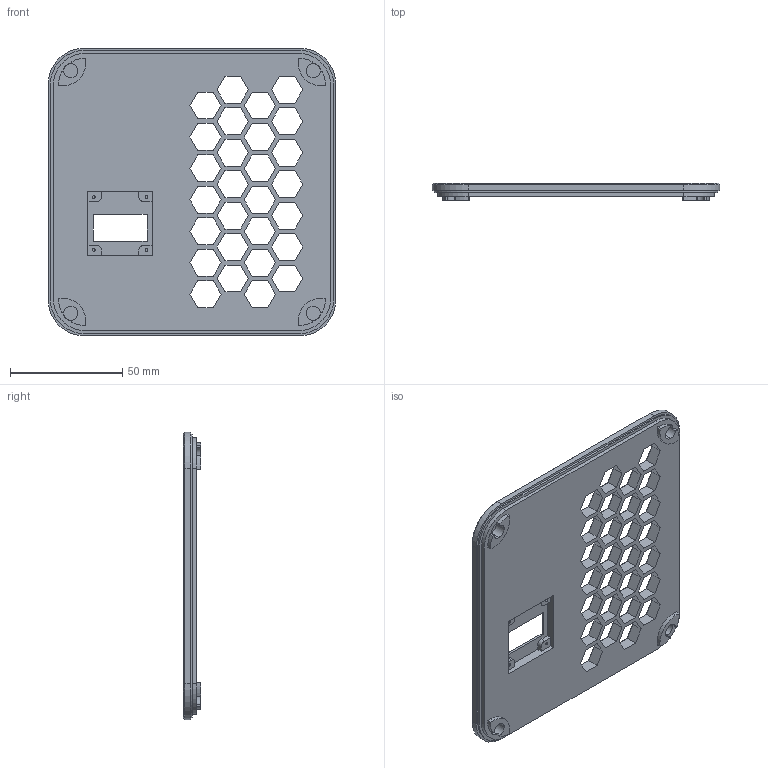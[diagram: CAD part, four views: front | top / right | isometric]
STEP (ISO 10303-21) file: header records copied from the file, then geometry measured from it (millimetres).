
FILE_DESCRIPTION (( 'STEP AP203' ), '1' );
FILE_NAME ('Top.STEP', '2023-05-08T13:21:26', ( '' ), ( '' ), 'SwSTEP 2.0', 'SolidWorks 2022', '' );
FILE_SCHEMA (( 'CONFIG_CONTROL_DESIGN' ));
Length unit declared in the file: millimetre
Products named in the file (1): Top
Bounding box: 128 x 7.6 x 128 mm (x, y, z)
Volume: 67132.9 mm3; surface area: 34943.8 mm2
Topology: 1 solids, 1 shells, 455 faces, 1146 edges, 704 vertices
Faces by surface type: plane 393, cylinder 58, cone 4
Entity records: 13421 total; most frequent: CARTESIAN_POINT 2306, ORIENTED_EDGE 2292, DIRECTION 2186, EDGE_CURVE 1146, VECTOR 1018, LINE 1018, VERTEX_POINT 704, AXIS2_PLACEMENT_3D 584
